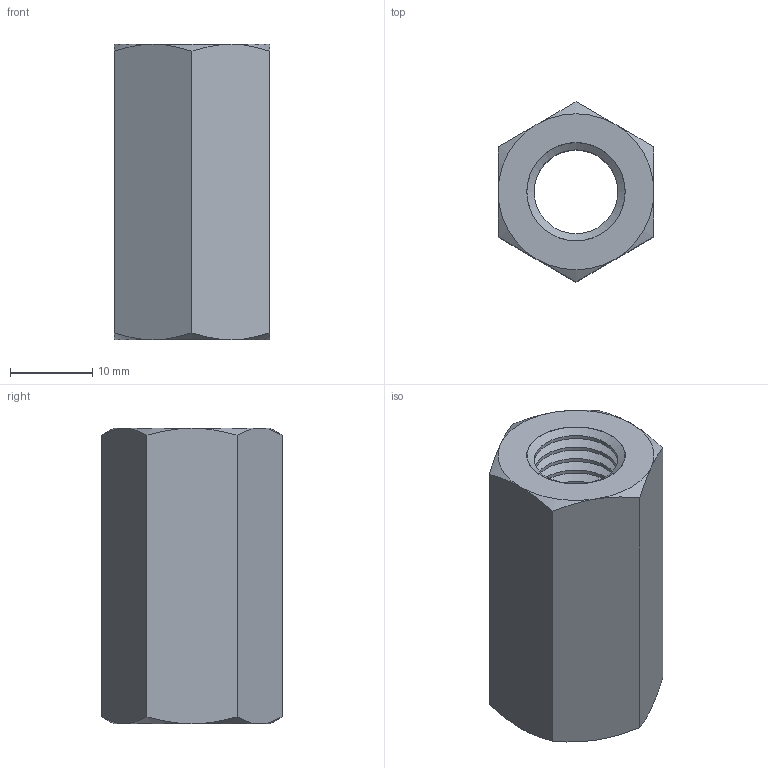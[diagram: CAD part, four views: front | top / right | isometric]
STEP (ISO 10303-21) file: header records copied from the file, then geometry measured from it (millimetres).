
FILE_DESCRIPTION (( 'STEP AP203' ), '1' );
FILE_NAME ('CLP1M-GS-12 Ãàéêà ñîåäèíèòåëüíàÿ Ì12.STEP', '2016-02-09T13:34:56', ( '' ), ( '' ), 'SwSTEP 2.0', 'SolidWorks 2014', '' );
FILE_SCHEMA (( 'CONFIG_CONTROL_DESIGN' ));
Length unit declared in the file: millimetre
Products named in the file (1): CLP1M-GS-12 Ãàéêà ñîåäèíèòåëüíàÿ Ì12
Bounding box: 19 x 21.94 x 36 mm (x, y, z)
Volume: 7892.6 mm3; surface area: 4654.8 mm2
Topology: 1 solids, 1 shells, 86 faces, 177 edges, 93 vertices
Faces by surface type: cone 56, cylinder 22, plane 8
Full cylindrical faces by diameter (mm): 10.2 x21, 12 x1
Entity records: 2029 total; most frequent: CARTESIAN_POINT 431, DIRECTION 338, ORIENTED_EDGE 218, AXIS2_PLACEMENT_3D 166, EDGE_LOOP 154, EDGE_CURVE 109, FACE_OUTER_BOUND 108, VERTEX_POINT 91
